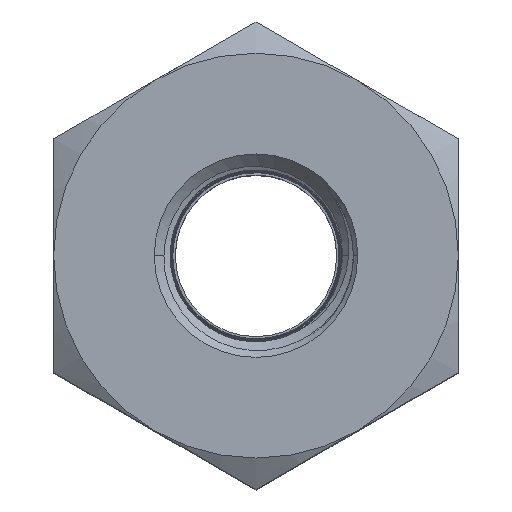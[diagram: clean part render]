
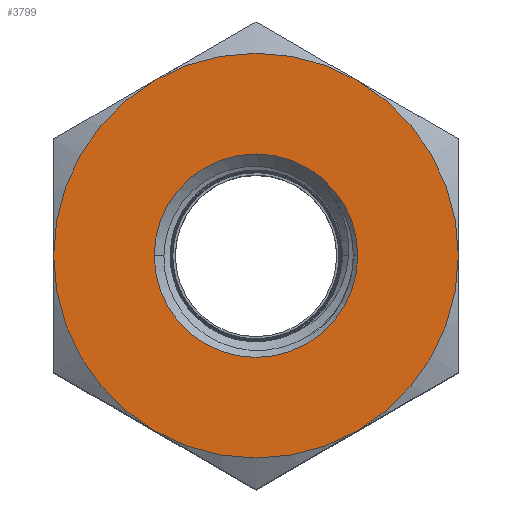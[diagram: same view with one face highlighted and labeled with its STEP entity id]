
A CAD part, top view. The second image highlights one B-rep face of the part: STEP entity #3799.
In plain terms, the highlighted planar face has unit normal (0, 0, 1).
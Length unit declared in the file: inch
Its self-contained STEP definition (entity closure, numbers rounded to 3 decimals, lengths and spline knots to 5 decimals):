
#66 = AXIS2_PLACEMENT_3D ( 'NONE', #1413, #10327, #4646 ) ;
#107 = CARTESIAN_POINT ( 'NONE',  ( 0., 0., 0.5 ) ) ;
#542 = AXIS2_PLACEMENT_3D ( 'NONE', #13337, #13287, #1992 ) ;
#1071 = AXIS2_PLACEMENT_3D ( 'NONE', #11367, #3320, #1110 ) ;
#1110 = DIRECTION ( 'NONE',  ( -1., 0., 0. ) ) ;
#1136 = DIRECTION ( 'NONE',  ( -1., 0., 0. ) ) ;
#1344 = CIRCLE ( 'NONE', #1071, 0.21998 ) ;
#1413 = CARTESIAN_POINT ( 'NONE',  ( 0., 0., 0.5 ) ) ;
#1500 = CIRCLE ( 'NONE', #2150, 0.21998 ) ;
#1540 = CARTESIAN_POINT ( 'NONE',  ( 0., 0., 0.5 ) ) ;
#1992 = DIRECTION ( 'NONE',  ( -1., 0., 0. ) ) ;
#2150 = AXIS2_PLACEMENT_3D ( 'NONE', #12760, #13879, #8260 ) ;
#2633 = CARTESIAN_POINT ( 'NONE',  ( 0., 0., 0.5 ) ) ;
#3026 = CIRCLE ( 'NONE', #3502, 0.4375 ) ;
#3103 = AXIS2_PLACEMENT_3D ( 'NONE', #6031, #5980, #11545 ) ;
#3194 = DIRECTION ( 'NONE',  ( -1., 0., 0. ) ) ;
#3320 = DIRECTION ( 'NONE',  ( 0., 0., -1. ) ) ;
#3502 = AXIS2_PLACEMENT_3D ( 'NONE', #9958, #14287, #3194 ) ;
#3516 = PLANE ( 'NONE',  #66 ) ;
#3731 = EDGE_LOOP ( 'NONE', ( #9038, #13246 ) ) ;
#3799 = ADVANCED_FACE ( 'NONE', ( #8005, #9056 ), #3516, .F. ) ;
#4646 = DIRECTION ( 'NONE',  ( -1., 0., 0. ) ) ;
#5040 = EDGE_CURVE ( 'NONE', #8227, #12720, #13806, .T. ) ;
#5646 = CIRCLE ( 'NONE', #10816, 0.4375 ) ;
#5736 = DIRECTION ( 'NONE',  ( 0., 0., -1. ) ) ;
#5844 = CIRCLE ( 'NONE', #8358, 0.4375 ) ;
#5943 = CARTESIAN_POINT ( 'NONE',  ( 0.4375, 0., 0.5 ) ) ;
#5980 = DIRECTION ( 'NONE',  ( 0., 0., -1. ) ) ;
#6031 = CARTESIAN_POINT ( 'NONE',  ( 0., 0., 0.5 ) ) ;
#6341 = VERTEX_POINT ( 'NONE', #9081 ) ;
#6353 = CIRCLE ( 'NONE', #3103, 0.4375 ) ;
#6421 = CARTESIAN_POINT ( 'NONE',  ( -0.21998, 0., 0.5 ) ) ;
#6527 = VERTEX_POINT ( 'NONE', #13900 ) ;
#6702 = ORIENTED_EDGE ( 'NONE', *, *, #11351, .F. ) ;
#6804 = EDGE_LOOP ( 'NONE', ( #10860, #10752, #6898, #11127, #11557, #6702 ) ) ;
#6898 = ORIENTED_EDGE ( 'NONE', *, *, #14552, .F. ) ;
#6972 = DIRECTION ( 'NONE',  ( 0., 0., -1. ) ) ;
#6990 = CARTESIAN_POINT ( 'NONE',  ( 0.21998, 0., 0.5 ) ) ;
#7566 = EDGE_CURVE ( 'NONE', #12159, #8636, #1500, .T. ) ;
#7770 = CIRCLE ( 'NONE', #14304, 0.4375 ) ;
#8005 = FACE_BOUND ( 'NONE', #3731, .T. ) ;
#8227 = VERTEX_POINT ( 'NONE', #5943 ) ;
#8249 = DIRECTION ( 'NONE',  ( 0., 0., 1. ) ) ;
#8260 = DIRECTION ( 'NONE',  ( -1., 0., 0. ) ) ;
#8358 = AXIS2_PLACEMENT_3D ( 'NONE', #1540, #6972, #13815 ) ;
#8636 = VERTEX_POINT ( 'NONE', #6990 ) ;
#8991 = VERTEX_POINT ( 'NONE', #12125 ) ;
#9038 = ORIENTED_EDGE ( 'NONE', *, *, #9828, .T. ) ;
#9056 = FACE_OUTER_BOUND ( 'NONE', #6804, .T. ) ;
#9081 = CARTESIAN_POINT ( 'NONE',  ( -0.21875, 0.37889, 0.5 ) ) ;
#9828 = EDGE_CURVE ( 'NONE', #8636, #12159, #1344, .T. ) ;
#9958 = CARTESIAN_POINT ( 'NONE',  ( 0., 0., 0.5 ) ) ;
#10327 = DIRECTION ( 'NONE',  ( 0., 0., -1. ) ) ;
#10390 = CARTESIAN_POINT ( 'NONE',  ( 0.21875, -0.37889, 0.5 ) ) ;
#10518 = DIRECTION ( 'NONE',  ( 1., 0., 0. ) ) ;
#10752 = ORIENTED_EDGE ( 'NONE', *, *, #13709, .F. ) ;
#10816 = AXIS2_PLACEMENT_3D ( 'NONE', #107, #5736, #1136 ) ;
#10860 = ORIENTED_EDGE ( 'NONE', *, *, #11447, .F. ) ;
#11127 = ORIENTED_EDGE ( 'NONE', *, *, #5040, .F. ) ;
#11351 = EDGE_CURVE ( 'NONE', #6341, #6527, #6353, .T. ) ;
#11367 = CARTESIAN_POINT ( 'NONE',  ( 0., 0., 0.5 ) ) ;
#11447 = EDGE_CURVE ( 'NONE', #14094, #6341, #5844, .T. ) ;
#11545 = DIRECTION ( 'NONE',  ( -1., 0., 0. ) ) ;
#11557 = ORIENTED_EDGE ( 'NONE', *, *, #13441, .T. ) ;
#11640 = CARTESIAN_POINT ( 'NONE',  ( -0.4375, 0., 0.5 ) ) ;
#12125 = CARTESIAN_POINT ( 'NONE',  ( -0.21875, -0.37889, 0.5 ) ) ;
#12159 = VERTEX_POINT ( 'NONE', #6421 ) ;
#12720 = VERTEX_POINT ( 'NONE', #10390 ) ;
#12760 = CARTESIAN_POINT ( 'NONE',  ( 0., 0., 0.5 ) ) ;
#13246 = ORIENTED_EDGE ( 'NONE', *, *, #7566, .T. ) ;
#13287 = DIRECTION ( 'NONE',  ( 0., 0., -1. ) ) ;
#13337 = CARTESIAN_POINT ( 'NONE',  ( 0., 0., 0.5 ) ) ;
#13441 = EDGE_CURVE ( 'NONE', #8227, #6527, #7770, .T. ) ;
#13709 = EDGE_CURVE ( 'NONE', #8991, #14094, #3026, .T. ) ;
#13806 = CIRCLE ( 'NONE', #542, 0.4375 ) ;
#13815 = DIRECTION ( 'NONE',  ( -1., 0., 0. ) ) ;
#13879 = DIRECTION ( 'NONE',  ( 0., 0., -1. ) ) ;
#13900 = CARTESIAN_POINT ( 'NONE',  ( 0.21875, 0.37889, 0.5 ) ) ;
#14094 = VERTEX_POINT ( 'NONE', #11640 ) ;
#14287 = DIRECTION ( 'NONE',  ( 0., 0., -1. ) ) ;
#14304 = AXIS2_PLACEMENT_3D ( 'NONE', #2633, #8249, #10518 ) ;
#14552 = EDGE_CURVE ( 'NONE', #12720, #8991, #5646, .T. ) ;
